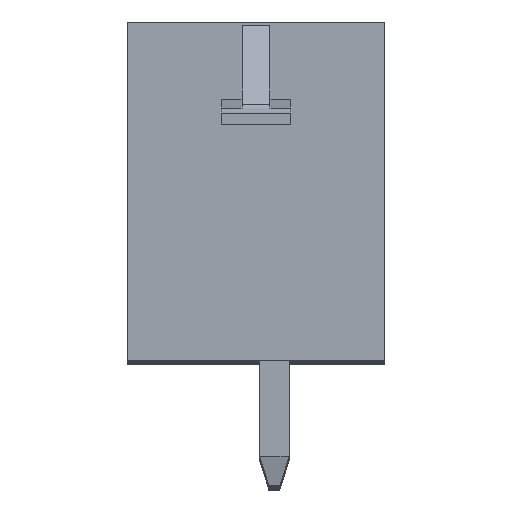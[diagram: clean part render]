
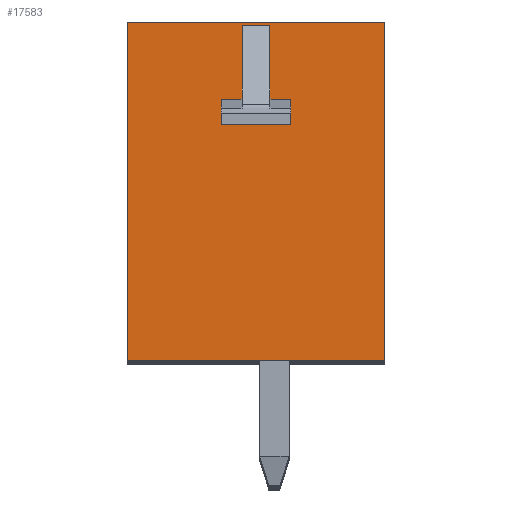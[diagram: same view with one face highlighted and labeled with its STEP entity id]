
A CAD part, top view. The second image highlights one B-rep face of the part: STEP entity #17583.
In plain terms, the highlighted planar face has unit normal (0, 0, 1).
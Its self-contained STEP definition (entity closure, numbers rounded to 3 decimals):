
#1=DIRECTION('',(1.,0.,0.));
#2=VECTOR('',#1,7.);
#3=CARTESIAN_POINT('',(-3.6,-3.853,0.));
#4=LINE('',#3,#2);
#5=DIRECTION('',(0.,-1.,0.));
#6=VECTOR('',#5,9.2);
#7=CARTESIAN_POINT('',(-3.6,5.347,0.));
#8=LINE('',#7,#6);
#9=DIRECTION('',(-1.,0.,0.));
#10=VECTOR('',#9,7.);
#11=CARTESIAN_POINT('',(3.4,5.347,0.));
#12=LINE('',#11,#10);
#13=DIRECTION('',(0.,1.,0.));
#14=VECTOR('',#13,9.2);
#15=CARTESIAN_POINT('',(3.4,-3.853,0.));
#16=LINE('',#15,#14);
#17=DIRECTION('',(0.,1.,0.));
#18=VECTOR('',#17,0.495);
#19=CARTESIAN_POINT('',(0.85,2.747,0.));
#20=LINE('',#19,#18);
#21=DIRECTION('',(-1.,0.,0.));
#22=VECTOR('',#21,0.76);
#23=CARTESIAN_POINT('',(0.28,5.244,0.));
#24=LINE('',#23,#22);
#25=DIRECTION('',(1.,0.,0.));
#26=VECTOR('',#25,0.57);
#27=CARTESIAN_POINT('',(-1.05,3.242,0.));
#28=LINE('',#27,#26);
#29=DIRECTION('',(0.,1.,0.));
#30=VECTOR('',#29,0.495);
#31=CARTESIAN_POINT('',(-1.05,2.747,0.));
#32=LINE('',#31,#30);
#33=DIRECTION('',(-1.,0.,0.));
#34=VECTOR('',#33,1.9);
#35=CARTESIAN_POINT('',(0.85,2.747,0.));
#36=LINE('',#35,#34);
#13438=DIRECTION('',(-1.,0.,0.));
#13439=VECTOR('',#13438,0.57);
#13440=CARTESIAN_POINT('',(0.85,3.242,0.));
#13441=LINE('',#13440,#13439);
#13442=DIRECTION('',(0.,-1.,0.));
#13443=VECTOR('',#13442,2.002);
#13444=CARTESIAN_POINT('',(0.28,5.244,0.));
#13445=LINE('',#13444,#13443);
#13509=DIRECTION('',(0.,1.,0.));
#13510=VECTOR('',#13509,2.002);
#13511=CARTESIAN_POINT('',(-0.48,3.242,0.));
#13512=LINE('',#13511,#13510);
#13521=CARTESIAN_POINT('',(-3.6,-3.853,0.));
#13522=CARTESIAN_POINT('',(3.4,-3.853,0.));
#13523=VERTEX_POINT('',#13521);
#13524=VERTEX_POINT('',#13522);
#13525=CARTESIAN_POINT('',(3.4,5.347,0.));
#13526=VERTEX_POINT('',#13525);
#13527=CARTESIAN_POINT('',(-3.6,5.347,0.));
#13528=VERTEX_POINT('',#13527);
#14624=CARTESIAN_POINT('',(0.85,2.747,0.));
#14625=VERTEX_POINT('',#14624);
#14626=CARTESIAN_POINT('',(-1.05,2.747,0.));
#14627=VERTEX_POINT('',#14626);
#14629=CARTESIAN_POINT('',(-0.48,3.242,0.));
#14631=VERTEX_POINT('',#14629);
#14632=CARTESIAN_POINT('',(-0.48,5.244,0.));
#14633=VERTEX_POINT('',#14632);
#14634=CARTESIAN_POINT('',(-1.05,3.242,0.));
#14635=VERTEX_POINT('',#14634);
#14640=CARTESIAN_POINT('',(0.28,5.244,0.));
#14641=CARTESIAN_POINT('',(0.28,3.242,0.));
#14642=VERTEX_POINT('',#14640);
#14643=VERTEX_POINT('',#14641);
#14646=CARTESIAN_POINT('',(0.85,3.242,0.));
#14647=VERTEX_POINT('',#14646);
#17550=CARTESIAN_POINT('',(0.,0.,0.));
#17551=DIRECTION('',(0.,0.,1.));
#17552=DIRECTION('',(1.,0.,0.));
#17553=AXIS2_PLACEMENT_3D('',#17550,#17551,#17552);
#17554=PLANE('',#17553);
#17556=ORIENTED_EDGE('',*,*,#17555,.F.);
#17558=ORIENTED_EDGE('',*,*,#17557,.F.);
#17560=ORIENTED_EDGE('',*,*,#17559,.F.);
#17562=ORIENTED_EDGE('',*,*,#17561,.F.);
#17563=EDGE_LOOP('',(#17556,#17558,#17560,#17562));
#17564=FACE_OUTER_BOUND('',#17563,.F.);
#17566=ORIENTED_EDGE('',*,*,#17565,.T.);
#17568=ORIENTED_EDGE('',*,*,#17567,.T.);
#17570=ORIENTED_EDGE('',*,*,#17569,.F.);
#17572=ORIENTED_EDGE('',*,*,#17571,.T.);
#17574=ORIENTED_EDGE('',*,*,#17573,.F.);
#17576=ORIENTED_EDGE('',*,*,#17575,.F.);
#17578=ORIENTED_EDGE('',*,*,#17577,.F.);
#17580=ORIENTED_EDGE('',*,*,#17579,.F.);
#17581=EDGE_LOOP('',(#17566,#17568,#17570,#17572,#17574,#17576,#17578,#17580));
#17582=FACE_BOUND('',#17581,.F.);
#17555=EDGE_CURVE('',#13523,#13524,#4,.T.);
#17557=EDGE_CURVE('',#13528,#13523,#8,.T.);
#17559=EDGE_CURVE('',#13526,#13528,#12,.T.);
#17561=EDGE_CURVE('',#13524,#13526,#16,.T.);
#17565=EDGE_CURVE('',#14625,#14647,#20,.T.);
#17567=EDGE_CURVE('',#14647,#14643,#13441,.T.);
#17569=EDGE_CURVE('',#14642,#14643,#13445,.T.);
#17571=EDGE_CURVE('',#14642,#14633,#24,.T.);
#17573=EDGE_CURVE('',#14631,#14633,#13512,.T.);
#17575=EDGE_CURVE('',#14635,#14631,#28,.T.);
#17577=EDGE_CURVE('',#14627,#14635,#32,.T.);
#17579=EDGE_CURVE('',#14625,#14627,#36,.T.);
#17583=ADVANCED_FACE('',(#17564,#17582),#17554,.T.);
